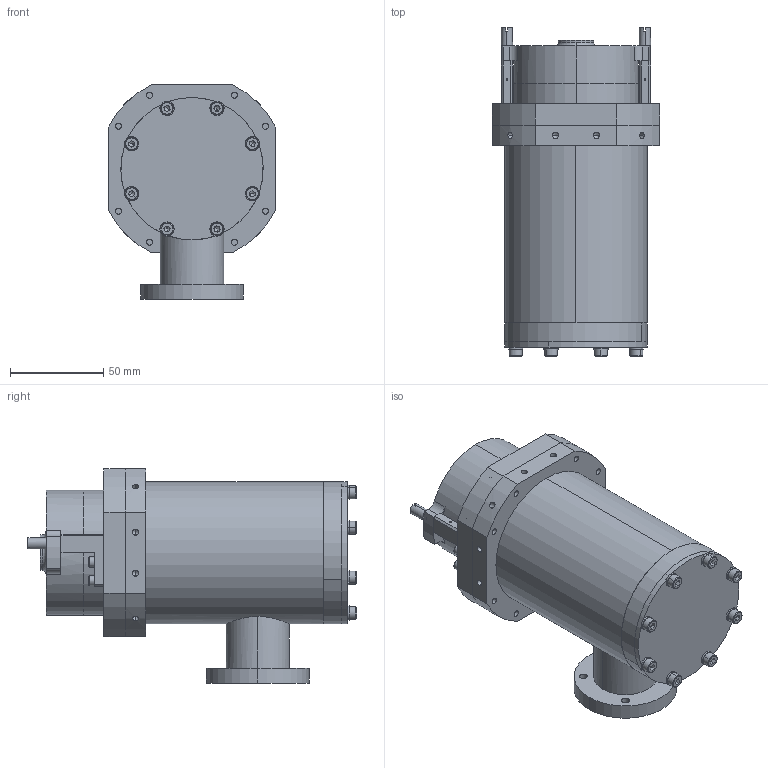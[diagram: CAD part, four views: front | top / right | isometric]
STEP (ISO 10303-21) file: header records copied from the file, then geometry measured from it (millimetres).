
FILE_DESCRIPTION (( 'STEP AP203' ), '1' );
FILE_NAME ('MC10001_Outline_200907.STEP', '2020-09-08T10:11:04', ( '' ), ( '' ), 'SwSTEP 2.0', 'SolidWorks 2018', '' );
FILE_SCHEMA (( 'CONFIG_CONTROL_DESIGN' ));
Length unit declared in the file: millimetre
Products named in the file (15): MC10001_Outline_200907; socket head cap screw_am_B18.3.1M - 4 x 0.7 x 8 Hex SHCS -- 8NHX; KP00021; 750-794-P1; 750-800-P1; spring lock washer_ks_KS 1324 - M4; 750-798-G1_Dummy; KP00022; KP00024; 750-786-P1; KP00023; 750-793-P1; socket head cap screw_am_B18.3.1M - 3 x 0.5 x 10 Hex SHCS -- 10NHX; socket head cap screw_ks_KS 1003 - M4 x 12 x 12-N; 750-785-G1
Assembly tree (48 placements, depth 3):
  MC10001_Outline_200907
    750-798-G1_Dummy
    750-785-G1
      KP00022
      KP00021
      KP00023
      KP00024
    750-786-P1
    750-794-P1  x2
    750-793-P1  x2
    socket head cap screw_am_B18.3.1M - 3 x 0.5 x 10 Hex SHCS -- 10NHX  x4
    spring lock washer_ks_KS 1324 - M4  x16
    socket head cap screw_ks_KS 1003 - M4 x 12 x 12-N  x8
    socket head cap screw_am_B18.3.1M - 4 x 0.7 x 8 Hex SHCS -- 8NHX  x8
    750-800-P1
Bounding box: 90 x 176.5 x 115 mm (x, y, z)
Volume: 262030.5 mm3; surface area: 142798.5 mm2
Topology: 47 solids, 47 shells, 1132 faces, 2606 edges, 1556 vertices
Faces by surface type: plane 452, cylinder 422, cone 176, torus 82
Entity records: 16383 total; most frequent: CARTESIAN_POINT 2872, DIRECTION 2545, ORIENTED_EDGE 2074, AXIS2_PLACEMENT_3D 1038, EDGE_CURVE 1037, VERTEX_POINT 663, EDGE_LOOP 594, CIRCLE 530
